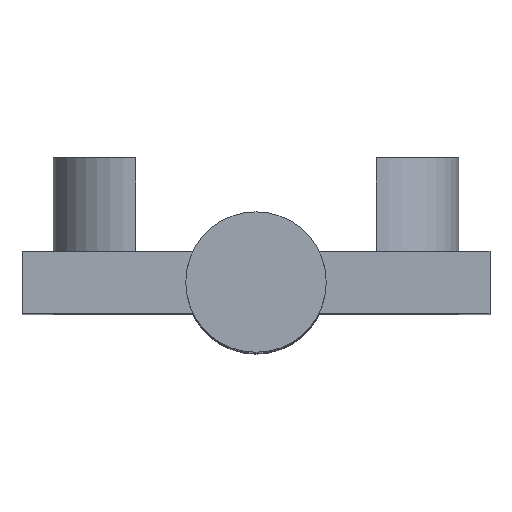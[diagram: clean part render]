
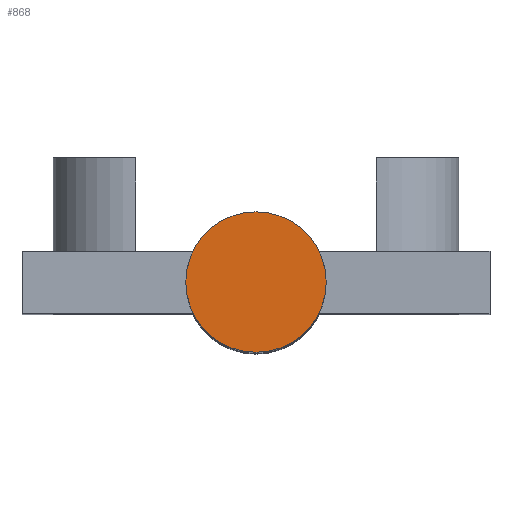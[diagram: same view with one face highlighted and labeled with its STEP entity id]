
A CAD part, top view. The second image highlights one B-rep face of the part: STEP entity #868.
In plain terms, the highlighted planar face has unit normal (0, 0, 1).
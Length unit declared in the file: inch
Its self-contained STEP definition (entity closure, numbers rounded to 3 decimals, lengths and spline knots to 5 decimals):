
#54=CIRCLE('',#967,0.88583);
#115=FACE_OUTER_BOUND('',#168,.T.);
#168=EDGE_LOOP('',(#710));
#416=VERTEX_POINT('',#1439);
#524=EDGE_CURVE('',#416,#416,#54,.T.);
#710=ORIENTED_EDGE('',*,*,#524,.T.);
#820=PLANE('',#971);
#868=ADVANCED_FACE('',(#115),#820,.T.);
#967=AXIS2_PLACEMENT_3D('',#1440,#1184,#1185);
#971=AXIS2_PLACEMENT_3D('',#1446,#1193,#1194);
#1184=DIRECTION('center_axis',(0.,0.,1.));
#1185=DIRECTION('ref_axis',(1.,0.,0.));
#1193=DIRECTION('center_axis',(0.,0.,1.));
#1194=DIRECTION('ref_axis',(1.,0.,0.));
#1439=CARTESIAN_POINT('',(-0.88583,0.,13.77953));
#1440=CARTESIAN_POINT('Origin',(0.,0.,13.77953));
#1446=CARTESIAN_POINT('Origin',(0.,0.,13.77953));
